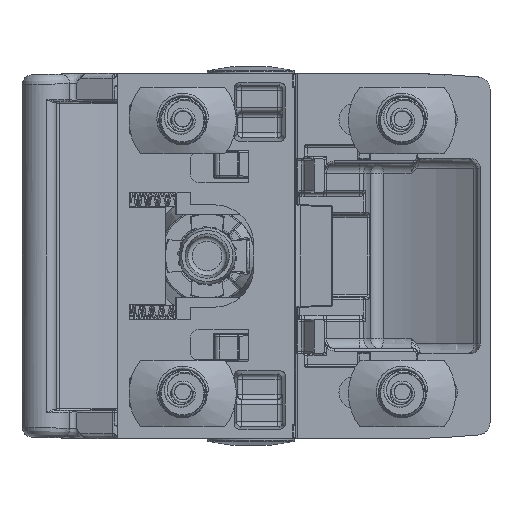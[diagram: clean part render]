
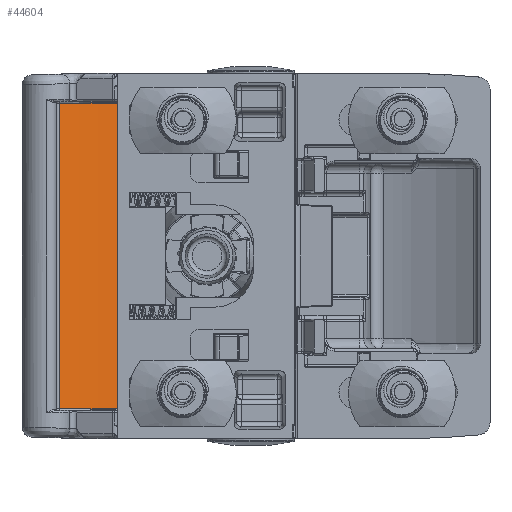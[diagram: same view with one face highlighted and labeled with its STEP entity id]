
A CAD part, front view. The second image highlights one B-rep face of the part: STEP entity #44604.
In plain terms, the highlighted cylindrical face has radius 128 mm (diameter 256 mm), a partial arc.
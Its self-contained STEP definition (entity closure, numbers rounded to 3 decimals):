
#2590=LINE('',#71310,#5675);
#2591=LINE('',#71314,#5676);
#5675=VECTOR('',#53764,62.536);
#5676=VECTOR('',#53767,62.648);
#8540=CYLINDRICAL_SURFACE('',#47828,128.);
#10807=FACE_OUTER_BOUND('',#13727,.T.);
#13727=EDGE_LOOP('',(#31222,#31223,#31224,#31225));
#16779=CIRCLE('',#47829,127.985);
#16780=CIRCLE('',#47830,127.985);
#19638=VERTEX_POINT('',#71308);
#19639=VERTEX_POINT('',#71309);
#19640=VERTEX_POINT('',#71311);
#19641=VERTEX_POINT('',#71313);
#23997=EDGE_CURVE('',#19638,#19639,#2590,.T.);
#23998=EDGE_CURVE('',#19639,#19640,#16779,.T.);
#23999=EDGE_CURVE('',#19640,#19641,#2591,.T.);
#24000=EDGE_CURVE('',#19641,#19638,#16780,.T.);
#31222=ORIENTED_EDGE('',*,*,#23997,.T.);
#31223=ORIENTED_EDGE('',*,*,#23998,.T.);
#31224=ORIENTED_EDGE('',*,*,#23999,.T.);
#31225=ORIENTED_EDGE('',*,*,#24000,.T.);
#44604=ADVANCED_FACE('',(#10807),#8540,.F.);
#47828=AXIS2_PLACEMENT_3D('',#71307,#53762,#53763);
#47829=AXIS2_PLACEMENT_3D('',#71312,#53765,#53766);
#47830=AXIS2_PLACEMENT_3D('',#71315,#53768,#53769);
#53762=DIRECTION('center_axis',(0.,0.,1.));
#53763=DIRECTION('ref_axis',(-1.,0.,0.));
#53764=DIRECTION('',(0.,0.,1.));
#53765=DIRECTION('center_axis',(0.,0.017,
1.));
#53766=DIRECTION('ref_axis',(-0.307,0.952,-0.017));
#53767=DIRECTION('',(0.,0.,-1.));
#53768=DIRECTION('center_axis',(0.,0.017,
-1.));
#53769=DIRECTION('ref_axis',(-0.214,0.977,0.017));
#71307=CARTESIAN_POINT('Origin',(0.,-121.,85.072));
#71308=CARTESIAN_POINT('',(-27.364,4.041,-31.268));
#71309=CARTESIAN_POINT('',(-27.364,4.041,31.268));
#71310=CARTESIAN_POINT('',(-27.364,4.041,85.072));
#71311=CARTESIAN_POINT('',(-39.307,0.815,31.324));
#71312=CARTESIAN_POINT('Origin',(0.001,-120.965,
33.444));
#71313=CARTESIAN_POINT('',(-39.307,0.815,-31.324));
#71314=CARTESIAN_POINT('',(-39.307,0.815,85.072));
#71315=CARTESIAN_POINT('Origin',(0.001,-120.965,
-33.444));
